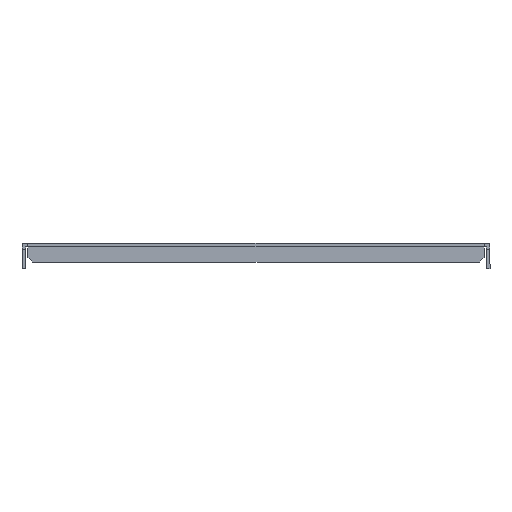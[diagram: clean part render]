
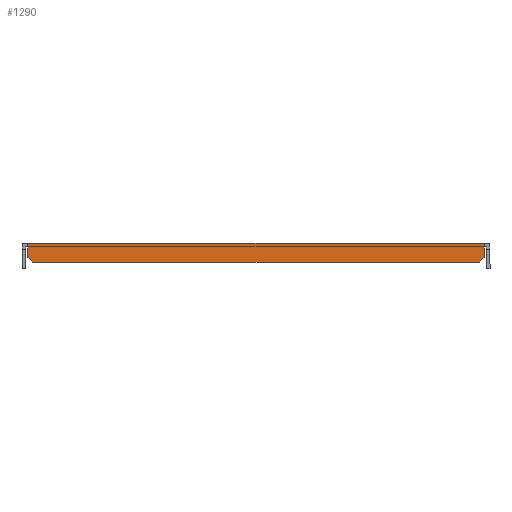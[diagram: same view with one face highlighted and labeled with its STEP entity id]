
A CAD part, front view. The second image highlights one B-rep face of the part: STEP entity #1290.
In plain terms, the highlighted planar face has unit normal (0, -1, 0).
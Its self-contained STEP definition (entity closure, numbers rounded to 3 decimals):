
#17 = LINE ( 'NONE', #453, #1800 ) ;
#29 = DIRECTION ( 'NONE',  ( 0., 0., 1. ) ) ;
#33 = CARTESIAN_POINT ( 'NONE',  ( 95., -310., -8. ) ) ;
#79 = EDGE_CURVE ( 'NONE', #1110, #2388, #1437, .T. ) ;
#131 = CARTESIAN_POINT ( 'NONE',  ( 97., -310., -2.5 ) ) ;
#180 = CARTESIAN_POINT ( 'NONE',  ( -97., -310., 0. ) ) ;
#195 = DIRECTION ( 'NONE',  ( 0.707, 0., 0.707 ) ) ;
#223 = ORIENTED_EDGE ( 'NONE', *, *, #79, .T. ) ;
#240 = DIRECTION ( 'NONE',  ( 0., 0., 1. ) ) ;
#252 = LINE ( 'NONE', #912, #2542 ) ;
#259 = DIRECTION ( 'NONE',  ( 0., 0., 1. ) ) ;
#260 = EDGE_CURVE ( 'NONE', #2046, #1613, #17, .T. ) ;
#333 = EDGE_CURVE ( 'NONE', #1613, #1283, #466, .T. ) ;
#337 = DIRECTION ( 'NONE',  ( 0., 0., -1. ) ) ;
#352 = DIRECTION ( 'NONE',  ( 0., 0., 1. ) ) ;
#393 = ORIENTED_EDGE ( 'NONE', *, *, #1487, .F. ) ;
#401 = EDGE_LOOP ( 'NONE', ( #223, #2638, #531, #1450, #2138, #2561, #2422, #393 ) ) ;
#453 = CARTESIAN_POINT ( 'NONE',  ( 97., -310., 0. ) ) ;
#466 = LINE ( 'NONE', #1540, #2571 ) ;
#530 = CARTESIAN_POINT ( 'NONE',  ( 97., -310., 0. ) ) ;
#531 = ORIENTED_EDGE ( 'NONE', *, *, #2627, .T. ) ;
#627 = CARTESIAN_POINT ( 'NONE',  ( 97., -310., -6. ) ) ;
#634 = CARTESIAN_POINT ( 'NONE',  ( -97., -310., 0. ) ) ;
#716 = VECTOR ( 'NONE', #195, 1000. ) ;
#728 = VERTEX_POINT ( 'NONE', #2468 ) ;
#766 = PLANE ( 'NONE',  #2077 ) ;
#849 = VECTOR ( 'NONE', #240, 1000. ) ;
#895 = VECTOR ( 'NONE', #1566, 1000. ) ;
#912 = CARTESIAN_POINT ( 'NONE',  ( 0., -310., -8. ) ) ;
#920 = LINE ( 'NONE', #2548, #895 ) ;
#1101 = VECTOR ( 'NONE', #337, 1000. ) ;
#1110 = VERTEX_POINT ( 'NONE', #1523 ) ;
#1283 = VERTEX_POINT ( 'NONE', #530 ) ;
#1290 = ADVANCED_FACE ( 'NONE', ( #1762 ), #766, .F. ) ;
#1437 = LINE ( 'NONE', #180, #1101 ) ;
#1446 = LINE ( 'NONE', #627, #716 ) ;
#1450 = ORIENTED_EDGE ( 'NONE', *, *, #1826, .T. ) ;
#1487 = EDGE_CURVE ( 'NONE', #1110, #2588, #2538, .T. ) ;
#1523 = CARTESIAN_POINT ( 'NONE',  ( -97., -310., -2.5 ) ) ;
#1540 = CARTESIAN_POINT ( 'NONE',  ( 97., -310., -2.5 ) ) ;
#1566 = DIRECTION ( 'NONE',  ( -1., 0., 0. ) ) ;
#1606 = CARTESIAN_POINT ( 'NONE',  ( 0., -310., 0. ) ) ;
#1613 = VERTEX_POINT ( 'NONE', #131 ) ;
#1681 = VECTOR ( 'NONE', #2149, 1000. ) ;
#1762 = FACE_OUTER_BOUND ( 'NONE', #401, .T. ) ;
#1771 = CARTESIAN_POINT ( 'NONE',  ( -97., -310., 0. ) ) ;
#1800 = VECTOR ( 'NONE', #29, 1000. ) ;
#1826 = EDGE_CURVE ( 'NONE', #2484, #2046, #1446, .T. ) ;
#1897 = CARTESIAN_POINT ( 'NONE',  ( -97., -310., -6. ) ) ;
#1898 = EDGE_CURVE ( 'NONE', #1283, #2588, #920, .T. ) ;
#1926 = LINE ( 'NONE', #2581, #1681 ) ;
#2046 = VERTEX_POINT ( 'NONE', #2639 ) ;
#2077 = AXIS2_PLACEMENT_3D ( 'NONE', #1606, #2424, #352 ) ;
#2098 = EDGE_CURVE ( 'NONE', #2388, #728, #1926, .T. ) ;
#2138 = ORIENTED_EDGE ( 'NONE', *, *, #260, .T. ) ;
#2149 = DIRECTION ( 'NONE',  ( 0.707, 0., -0.707 ) ) ;
#2388 = VERTEX_POINT ( 'NONE', #1897 ) ;
#2422 = ORIENTED_EDGE ( 'NONE', *, *, #1898, .T. ) ;
#2424 = DIRECTION ( 'NONE',  ( 0., 1., 0. ) ) ;
#2468 = CARTESIAN_POINT ( 'NONE',  ( -95., -310., -8. ) ) ;
#2484 = VERTEX_POINT ( 'NONE', #33 ) ;
#2538 = LINE ( 'NONE', #634, #849 ) ;
#2542 = VECTOR ( 'NONE', #2552, 1000. ) ;
#2548 = CARTESIAN_POINT ( 'NONE',  ( 0., -310., 0. ) ) ;
#2552 = DIRECTION ( 'NONE',  ( 1., 0., 0. ) ) ;
#2561 = ORIENTED_EDGE ( 'NONE', *, *, #333, .T. ) ;
#2571 = VECTOR ( 'NONE', #259, 1000. ) ;
#2581 = CARTESIAN_POINT ( 'NONE',  ( -95., -310., -8. ) ) ;
#2588 = VERTEX_POINT ( 'NONE', #1771 ) ;
#2627 = EDGE_CURVE ( 'NONE', #728, #2484, #252, .T. ) ;
#2638 = ORIENTED_EDGE ( 'NONE', *, *, #2098, .T. ) ;
#2639 = CARTESIAN_POINT ( 'NONE',  ( 97., -310., -6. ) ) ;
